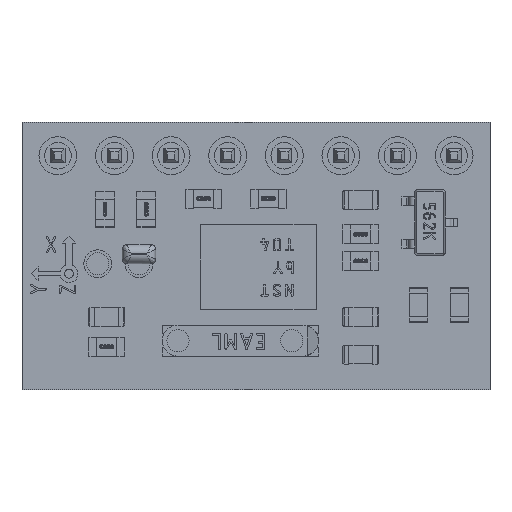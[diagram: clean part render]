
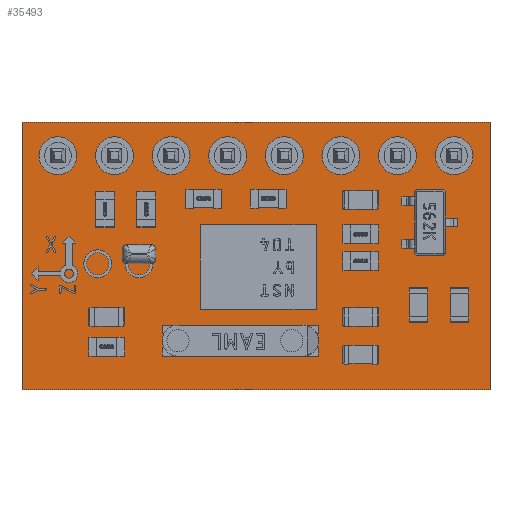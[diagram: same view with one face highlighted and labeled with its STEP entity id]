
A CAD part, top view. The second image highlights one B-rep face of the part: STEP entity #35493.
In plain terms, the highlighted planar face has unit normal (0, 0, 1).
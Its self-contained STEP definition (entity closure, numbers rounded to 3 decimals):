
#3226=FACE_BOUND('',#5486,.T.);
#3227=FACE_BOUND('',#5487,.T.);
#3228=FACE_BOUND('',#5488,.T.);
#3229=FACE_BOUND('',#5489,.T.);
#3230=FACE_BOUND('',#5490,.T.);
#3231=FACE_BOUND('',#5491,.T.);
#3232=FACE_BOUND('',#5492,.T.);
#3233=FACE_BOUND('',#5493,.T.);
#3349=CIRCLE('',#37708,0.6);
#3350=CIRCLE('',#37709,0.6);
#3351=CIRCLE('',#37710,0.6);
#3352=CIRCLE('',#37711,0.6);
#3353=CIRCLE('',#37712,0.6);
#3354=CIRCLE('',#37713,0.6);
#3355=CIRCLE('',#37714,0.6);
#3356=CIRCLE('',#37715,0.6);
#3499=FACE_OUTER_BOUND('',#5485,.T.);
#5485=EDGE_LOOP('',(#22533,#22534,#22535,#22536));
#5486=EDGE_LOOP('',(#22537));
#5487=EDGE_LOOP('',(#22538));
#5488=EDGE_LOOP('',(#22539));
#5489=EDGE_LOOP('',(#22540));
#5490=EDGE_LOOP('',(#22541));
#5491=EDGE_LOOP('',(#22542));
#5492=EDGE_LOOP('',(#22543));
#5493=EDGE_LOOP('',(#22544));
#7581=LINE('',#45035,#10777);
#7582=LINE('',#45037,#10778);
#7583=LINE('',#45039,#10779);
#7584=LINE('',#45040,#10780);
#10777=VECTOR('',#39095,1.);
#10778=VECTOR('',#39096,1.);
#10779=VECTOR('',#39097,1.);
#10780=VECTOR('',#39098,1.);
#13981=VERTEX_POINT('',#45033);
#13982=VERTEX_POINT('',#45034);
#13983=VERTEX_POINT('',#45036);
#13984=VERTEX_POINT('',#45038);
#13985=VERTEX_POINT('',#45041);
#13986=VERTEX_POINT('',#45043);
#13987=VERTEX_POINT('',#45045);
#13988=VERTEX_POINT('',#45047);
#13989=VERTEX_POINT('',#45049);
#13990=VERTEX_POINT('',#45051);
#13991=VERTEX_POINT('',#45053);
#13992=VERTEX_POINT('',#45055);
#17388=EDGE_CURVE('',#13981,#13982,#7581,.T.);
#17389=EDGE_CURVE('',#13982,#13983,#7582,.T.);
#17390=EDGE_CURVE('',#13983,#13984,#7583,.T.);
#17391=EDGE_CURVE('',#13984,#13981,#7584,.T.);
#17392=EDGE_CURVE('',#13985,#13985,#3349,.F.);
#17393=EDGE_CURVE('',#13986,#13986,#3350,.F.);
#17394=EDGE_CURVE('',#13987,#13987,#3351,.F.);
#17395=EDGE_CURVE('',#13988,#13988,#3352,.F.);
#17396=EDGE_CURVE('',#13989,#13989,#3353,.F.);
#17397=EDGE_CURVE('',#13990,#13990,#3354,.F.);
#17398=EDGE_CURVE('',#13991,#13991,#3355,.F.);
#17399=EDGE_CURVE('',#13992,#13992,#3356,.F.);
#22533=ORIENTED_EDGE('',*,*,#17388,.T.);
#22534=ORIENTED_EDGE('',*,*,#17389,.T.);
#22535=ORIENTED_EDGE('',*,*,#17390,.T.);
#22536=ORIENTED_EDGE('',*,*,#17391,.T.);
#22537=ORIENTED_EDGE('',*,*,#17392,.T.);
#22538=ORIENTED_EDGE('',*,*,#17393,.T.);
#22539=ORIENTED_EDGE('',*,*,#17394,.T.);
#22540=ORIENTED_EDGE('',*,*,#17395,.T.);
#22541=ORIENTED_EDGE('',*,*,#17396,.T.);
#22542=ORIENTED_EDGE('',*,*,#17397,.T.);
#22543=ORIENTED_EDGE('',*,*,#17398,.T.);
#22544=ORIENTED_EDGE('',*,*,#17399,.T.);
#32801=PLANE('',#37707);
#35493=ADVANCED_FACE('',(#3499,#3226,#3227,#3228,#3229,#3230,#3231,#3232,
#3233),#32801,.T.);
#37707=AXIS2_PLACEMENT_3D('',#45032,#39093,#39094);
#37708=AXIS2_PLACEMENT_3D('',#45042,#39099,#39100);
#37709=AXIS2_PLACEMENT_3D('',#45044,#39101,#39102);
#37710=AXIS2_PLACEMENT_3D('',#45046,#39103,#39104);
#37711=AXIS2_PLACEMENT_3D('',#45048,#39105,#39106);
#37712=AXIS2_PLACEMENT_3D('',#45050,#39107,#39108);
#37713=AXIS2_PLACEMENT_3D('',#45052,#39109,#39110);
#37714=AXIS2_PLACEMENT_3D('',#45054,#39111,#39112);
#37715=AXIS2_PLACEMENT_3D('',#45056,#39113,#39114);
#39093=DIRECTION('center_axis',(0.,0.,1.));
#39094=DIRECTION('ref_axis',(-1.,0.,0.));
#39095=DIRECTION('',(0.,-1.,0.));
#39096=DIRECTION('',(1.,0.,0.));
#39097=DIRECTION('',(0.,1.,0.));
#39098=DIRECTION('',(-1.,0.,0.));
#39099=DIRECTION('center_axis',(0.,0.,1.));
#39100=DIRECTION('ref_axis',(-1.,0.,0.));
#39101=DIRECTION('center_axis',(0.,0.,1.));
#39102=DIRECTION('ref_axis',(-1.,0.,0.));
#39103=DIRECTION('center_axis',(0.,0.,1.));
#39104=DIRECTION('ref_axis',(-1.,0.,0.));
#39105=DIRECTION('center_axis',(0.,0.,1.));
#39106=DIRECTION('ref_axis',(-1.,0.,0.));
#39107=DIRECTION('center_axis',(0.,0.,1.));
#39108=DIRECTION('ref_axis',(-1.,0.,0.));
#39109=DIRECTION('center_axis',(0.,0.,1.));
#39110=DIRECTION('ref_axis',(-1.,0.,0.));
#39111=DIRECTION('center_axis',(0.,0.,1.));
#39112=DIRECTION('ref_axis',(-1.,0.,0.));
#39113=DIRECTION('center_axis',(0.,0.,1.));
#39114=DIRECTION('ref_axis',(-1.,0.,0.));
#45032=CARTESIAN_POINT('Origin',(0.,0.,1.7));
#45033=CARTESIAN_POINT('',(-10.5,0.,1.7));
#45034=CARTESIAN_POINT('',(-10.5,-12.,1.7));
#45035=CARTESIAN_POINT('',(-10.5,0.,1.7));
#45036=CARTESIAN_POINT('',(10.5,-12.,1.7));
#45037=CARTESIAN_POINT('',(-10.5,-12.,1.7));
#45038=CARTESIAN_POINT('',(10.5,0.,1.7));
#45039=CARTESIAN_POINT('',(10.5,-12.,1.7));
#45040=CARTESIAN_POINT('',(10.5,0.,1.7));
#45041=CARTESIAN_POINT('',(1.87,-1.5,1.7));
#45042=CARTESIAN_POINT('Origin',(1.27,-1.5,1.7));
#45043=CARTESIAN_POINT('',(-0.67,-1.5,1.7));
#45044=CARTESIAN_POINT('Origin',(-1.27,-1.5,1.7));
#45045=CARTESIAN_POINT('',(4.41,-1.5,1.7));
#45046=CARTESIAN_POINT('Origin',(3.81,-1.5,1.7));
#45047=CARTESIAN_POINT('',(-3.21,-1.5,1.7));
#45048=CARTESIAN_POINT('Origin',(-3.81,-1.5,1.7));
#45049=CARTESIAN_POINT('',(6.95,-1.5,1.7));
#45050=CARTESIAN_POINT('Origin',(6.35,-1.5,1.7));
#45051=CARTESIAN_POINT('',(9.49,-1.5,1.7));
#45052=CARTESIAN_POINT('Origin',(8.89,-1.5,1.7));
#45053=CARTESIAN_POINT('',(-8.29,-1.5,1.7));
#45054=CARTESIAN_POINT('Origin',(-8.89,-1.5,1.7));
#45055=CARTESIAN_POINT('',(-5.75,-1.5,1.7));
#45056=CARTESIAN_POINT('Origin',(-6.35,-1.5,1.7));
